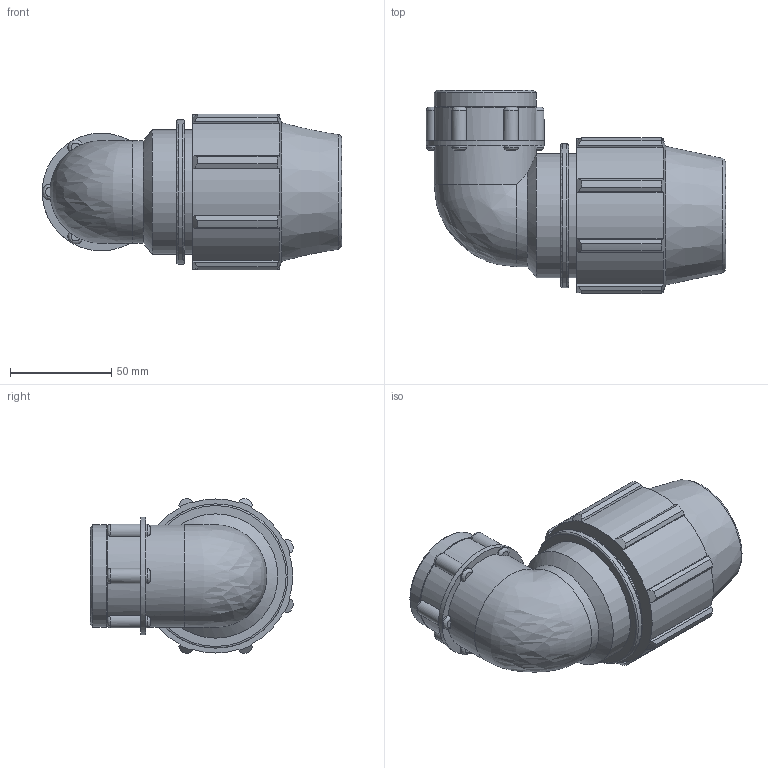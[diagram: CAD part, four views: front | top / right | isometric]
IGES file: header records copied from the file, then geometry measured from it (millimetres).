
Global section: file name: 071500040013_181500040013_0715060400130A.ipt; native system: Autodesk Inventor 2015; preprocessor: unknown; author: KIM; date: 20170606.172213; units: millimetre
Bounding box: 148.12 x 100.58 x 77.16 mm (x, y, z)
Volume: 335598.5 mm3; surface area: 64922.7 mm2
Topology: 1 solids, 1 shells, 139 faces, 384 edges, 251 vertices
Faces by surface type: plane 60, cylinder 41, revolution 22, cone 14, bspline 2
Full cylindrical faces by diameter (mm): 50.638 x2, 58.233 x1, 61.5 x2, 71.34 x1
